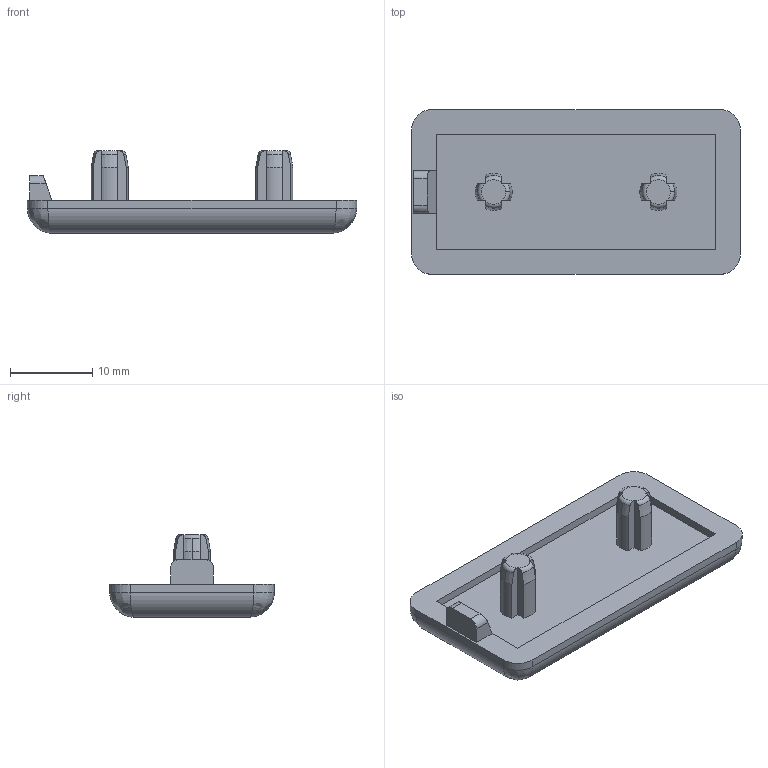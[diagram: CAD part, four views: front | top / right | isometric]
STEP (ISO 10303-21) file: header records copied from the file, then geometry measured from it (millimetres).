
FILE_DESCRIPTION (( 'STEP AP214' ), '1' );
FILE_NAME ('091050.STEP', '2013-12-05T09:35:00', ( '' ), ( '' ), 'SwSTEP 2.0', 'SolidWorks 2012', '' );
FILE_SCHEMA (( 'AUTOMOTIVE_DESIGN' ));
Length unit declared in the file: millimetre
Products named in the file (1): 091050
Bounding box: 40 x 20 x 10 mm (x, y, z)
Volume: 2700.4 mm3; surface area: 2247.1 mm2
Topology: 1 solids, 1 shells, 78 faces, 207 edges, 130 vertices
Faces by surface type: plane 34, cylinder 20, torus 10, cone 10, bspline 4
Entity records: 2659 total; most frequent: CARTESIAN_POINT 774, ORIENTED_EDGE 406, DIRECTION 365, EDGE_CURVE 203, VERTEX_POINT 130, AXIS2_PLACEMENT_3D 129, VECTOR 107, LINE 107
